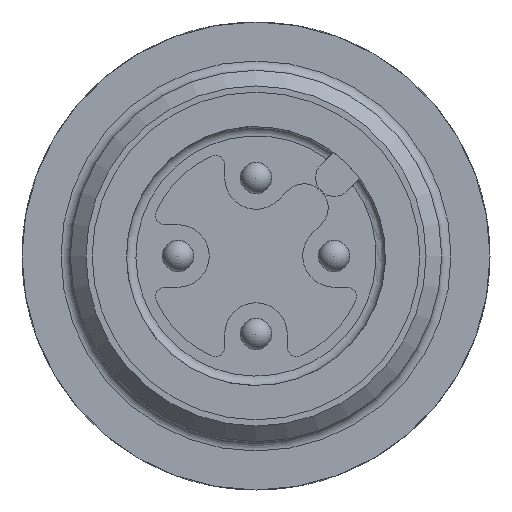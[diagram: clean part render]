
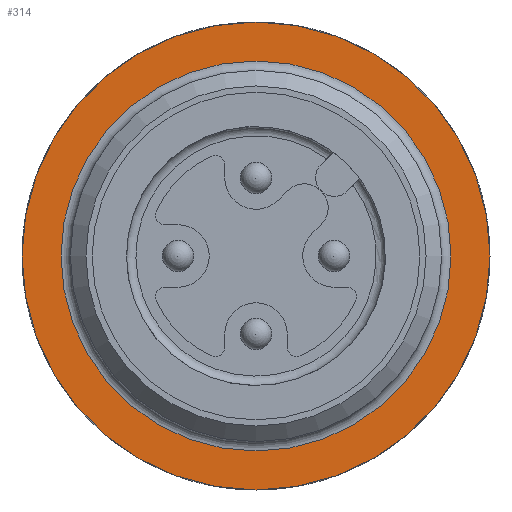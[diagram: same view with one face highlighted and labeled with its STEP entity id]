
A CAD part, front view. The second image highlights one B-rep face of the part: STEP entity #314.
In plain terms, the highlighted planar face has unit normal (0, -1, 0).
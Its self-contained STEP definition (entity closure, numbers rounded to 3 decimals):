
#314=ADVANCED_FACE('',(#400,#401),#354,.T.);
#354=PLANE('',#1256);
#400=FACE_BOUND('',#489,.T.);
#401=FACE_BOUND('',#490,.T.);
#489=EDGE_LOOP('',(#761));
#490=EDGE_LOOP('',(#762));
#761=ORIENTED_EDGE('',*,*,#1061,.T.);
#762=ORIENTED_EDGE('',*,*,#1049,.T.);
#913=VERTEX_POINT('',#2123);
#919=VERTEX_POINT('',#2239);
#1049=EDGE_CURVE('',#913,#913,#1131,.T.);
#1061=EDGE_CURVE('',#919,#919,#1137,.T.);
#1131=CIRCLE('',#1245,7.5);
#1137=CIRCLE('',#1255,6.25);
#1245=AXIS2_PLACEMENT_3D('',#2122,#1544,#1545);
#1255=AXIS2_PLACEMENT_3D('',#2238,#1564,#1565);
#1256=AXIS2_PLACEMENT_3D('',#2240,#1566,#1567);
#1544=DIRECTION('',(0.,-1.,0.));
#1545=DIRECTION('',(0.,0.,-1.));
#1564=DIRECTION('',(0.,1.,0.));
#1565=DIRECTION('',(0.,0.,-1.));
#1566=DIRECTION('',(0.,-1.,0.));
#1567=DIRECTION('',(0.,0.,-1.));
#2122=CARTESIAN_POINT('',(0.,-45.,-55.2));
#2123=CARTESIAN_POINT('',(0.,-45.,-62.7));
#2238=CARTESIAN_POINT('',(0.,-45.,-55.2));
#2239=CARTESIAN_POINT('',(0.,-45.,-61.45));
#2240=CARTESIAN_POINT('',(0.,-45.,-49.25));
